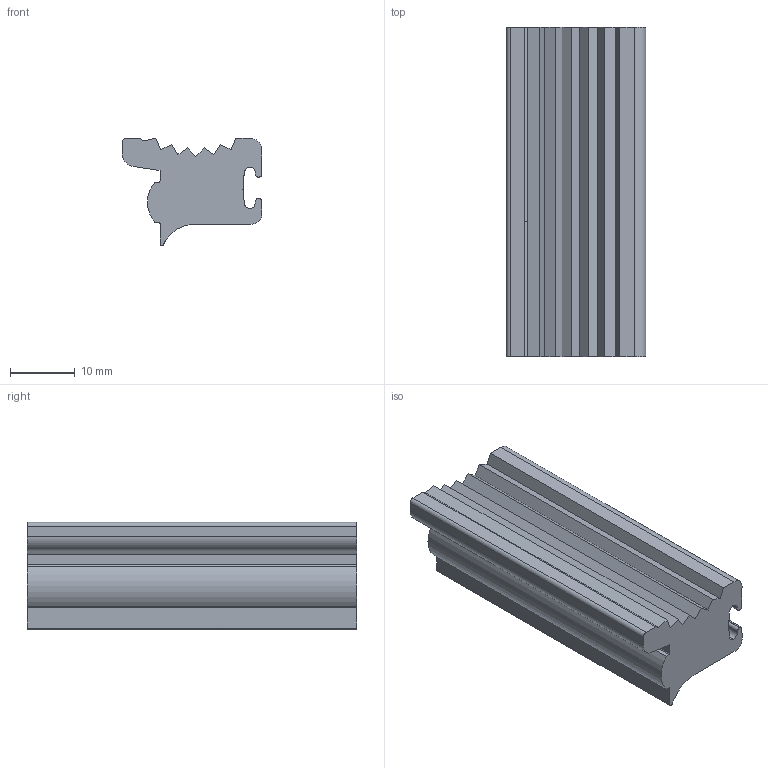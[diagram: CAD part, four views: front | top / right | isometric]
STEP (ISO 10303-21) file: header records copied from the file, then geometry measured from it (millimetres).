
FILE_DESCRIPTION (( 'STEP AP203' ), '1' );
FILE_NAME ('S-5-T Insert.STEP', '2016-12-08T16:26:25', ( '' ), ( '' ), 'SwSTEP 2.0', 'SolidWorks 2017', '' );
FILE_SCHEMA (( 'CONFIG_CONTROL_DESIGN' ));
Length unit declared in the file: inch
Products named in the file (1): S-5-T Insert
Bounding box: 21.54 x 50.8 x 16.59 mm (x, y, z)
Volume: 10735.2 mm3; surface area: 4922.2 mm2
Topology: 1 solids, 1 shells, 49 faces, 141 edges, 94 vertices
Faces by surface type: plane 30, cylinder 14, bspline 5
Entity records: 1741 total; most frequent: CARTESIAN_POINT 386, ORIENTED_EDGE 282, DIRECTION 250, EDGE_CURVE 141, VECTOR 106, LINE 106, VERTEX_POINT 94, AXIS2_PLACEMENT_3D 72
